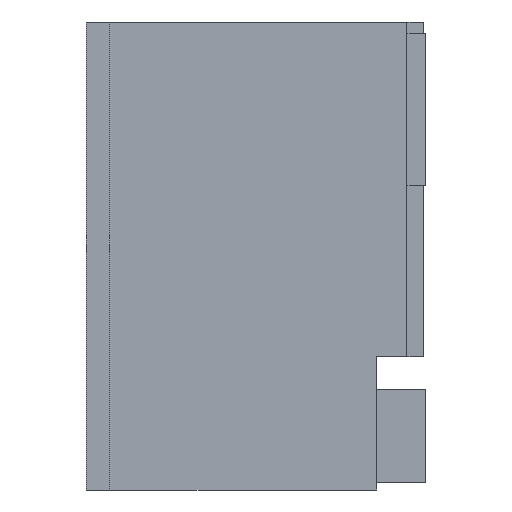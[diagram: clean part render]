
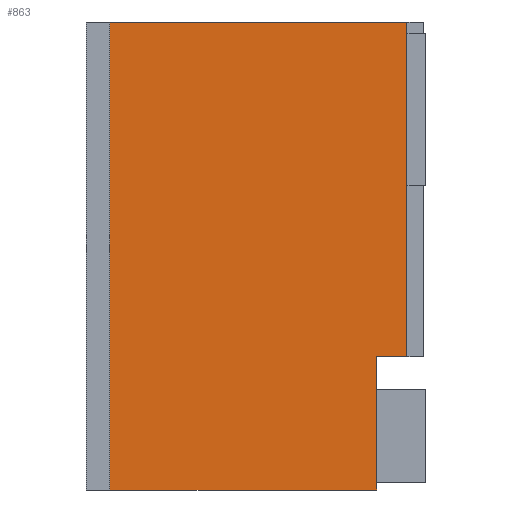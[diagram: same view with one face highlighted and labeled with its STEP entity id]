
A CAD part, left-side view. The second image highlights one B-rep face of the part: STEP entity #863.
In plain terms, the highlighted planar face has unit normal (-1, 0, 0).
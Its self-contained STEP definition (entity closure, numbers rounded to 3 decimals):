
#410 = VERTEX_POINT ( 'NONE', #2794 ) ;
#424 = EDGE_CURVE ( 'NONE', #410, #425, #2830, .T. ) ;
#425 = VERTEX_POINT ( 'NONE', #2826 ) ;
#512 = VERTEX_POINT ( 'NONE', #3010 ) ;
#546 = EDGE_CURVE ( 'NONE', #512, #547, #3085, .T. ) ;
#547 = VERTEX_POINT ( 'NONE', #3135 ) ;
#617 = VERTEX_POINT ( 'NONE', #3242 ) ;
#812 = EDGE_CURVE ( 'NONE', #425, #813, #3872, .T. ) ;
#813 = VERTEX_POINT ( 'NONE', #3868 ) ;
#824 = EDGE_CURVE ( 'NONE', #813, #617, #3904, .T. ) ;
#863 = ADVANCED_FACE ( 'NONE', ( #3964 ), #3949, .T. ) ;
#864 = EDGE_LOOP ( 'NONE', ( #865, #867, #868, #870, #871, #961 ) ) ;
#865 = ORIENTED_EDGE ( 'NONE', *, *, #866, .F. ) ;
#866 = EDGE_CURVE ( 'NONE', #547, #410, #3944, .T. ) ;
#867 = ORIENTED_EDGE ( 'NONE', *, *, #546, .F. ) ;
#868 = ORIENTED_EDGE ( 'NONE', *, *, #869, .F. ) ;
#869 = EDGE_CURVE ( 'NONE', #617, #512, #4000, .T. ) ;
#870 = ORIENTED_EDGE ( 'NONE', *, *, #824, .F. ) ;
#871 = ORIENTED_EDGE ( 'NONE', *, *, #812, .F. ) ;
#961 = ORIENTED_EDGE ( 'NONE', *, *, #424, .F. ) ;
#2794 = CARTESIAN_POINT ( 'NONE',  ( -3.9, 0.07, -1.43 ) ) ;
#2826 = CARTESIAN_POINT ( 'NONE',  ( -3.9, 0.2, -1.43 ) ) ;
#2827 = DIRECTION ( 'NONE',  ( 0., 1., 0. ) ) ;
#2828 = VECTOR ( 'NONE', #2827, 1000. ) ;
#2829 = CARTESIAN_POINT ( 'NONE',  ( -3.9, 0.2, -1.43 ) ) ;
#2830 = LINE ( 'NONE', #2829, #2828 ) ;
#3010 = CARTESIAN_POINT ( 'NONE',  ( -3.9, 1.34, 0. ) ) ;
#3082 = DIRECTION ( 'NONE',  ( 0., -1., 0. ) ) ;
#3083 = VECTOR ( 'NONE', #3082, 1000. ) ;
#3084 = CARTESIAN_POINT ( 'NONE',  ( -3.9, 0., 0. ) ) ;
#3085 = LINE ( 'NONE', #3084, #3083 ) ;
#3135 = CARTESIAN_POINT ( 'NONE',  ( -3.9, 0.07, 0. ) ) ;
#3242 = CARTESIAN_POINT ( 'NONE',  ( -3.9, 1.34, -2. ) ) ;
#3868 = CARTESIAN_POINT ( 'NONE',  ( -3.9, 0.2, -2. ) ) ;
#3869 = DIRECTION ( 'NONE',  ( 0., 0., -1. ) ) ;
#3870 = VECTOR ( 'NONE', #3869, 1000. ) ;
#3871 = CARTESIAN_POINT ( 'NONE',  ( -3.9, 0.2, -2. ) ) ;
#3872 = LINE ( 'NONE', #3871, #3870 ) ;
#3901 = DIRECTION ( 'NONE',  ( 0., 1., 0. ) ) ;
#3902 = VECTOR ( 'NONE', #3901, 1000. ) ;
#3903 = CARTESIAN_POINT ( 'NONE',  ( -3.9, 0.2, -2. ) ) ;
#3904 = LINE ( 'NONE', #3903, #3902 ) ;
#3944 = LINE ( 'NONE', #4004, #4003 ) ;
#3945 = DIRECTION ( 'NONE',  ( 0., 0., 1. ) ) ;
#3946 = DIRECTION ( 'NONE',  ( -1., 0., 0. ) ) ;
#3947 = CARTESIAN_POINT ( 'NONE',  ( -3.9, 0., 0. ) ) ;
#3948 = AXIS2_PLACEMENT_3D ( 'NONE', #3947, #3946, #3945 ) ;
#3949 = PLANE ( 'NONE',  #3948 ) ;
#3964 = FACE_OUTER_BOUND ( 'NONE', #864, .T. ) ;
#3997 = DIRECTION ( 'NONE',  ( 0., 0., 1. ) ) ;
#3998 = VECTOR ( 'NONE', #3997, 1000. ) ;
#3999 = CARTESIAN_POINT ( 'NONE',  ( -3.9, 1.34, -2. ) ) ;
#4000 = LINE ( 'NONE', #3999, #3998 ) ;
#4002 = DIRECTION ( 'NONE',  ( 0., 0., -1. ) ) ;
#4003 = VECTOR ( 'NONE', #4002, 1000. ) ;
#4004 = CARTESIAN_POINT ( 'NONE',  ( -3.9, 0.07, 0. ) ) ;
